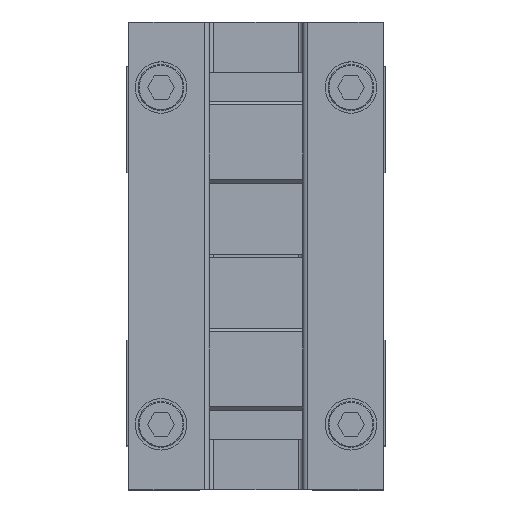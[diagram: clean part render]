
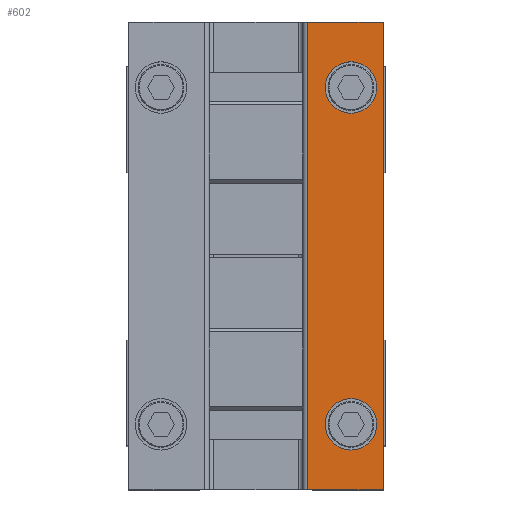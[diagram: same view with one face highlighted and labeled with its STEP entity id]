
A CAD part, top view. The second image highlights one B-rep face of the part: STEP entity #602.
In plain terms, the highlighted face is planar.
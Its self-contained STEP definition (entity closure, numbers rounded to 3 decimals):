
#602 = ADVANCED_FACE( '', ( #1268, #1269, #1270 ), #1271, .F. );
#1268 = FACE_BOUND( '', #1959, .T. );
#1269 = FACE_BOUND( '', #1960, .T. );
#1270 = FACE_OUTER_BOUND( '', #1961, .T. );
#1271 = PLANE( '', #1962 );
#1959 = EDGE_LOOP( '', ( #3527 ) );
#1960 = EDGE_LOOP( '', ( #3528 ) );
#1961 = EDGE_LOOP( '', ( #3529, #3530, #3531, #3532 ) );
#1962 = AXIS2_PLACEMENT_3D( '', #3533, #3534, #3535 );
#3527 = ORIENTED_EDGE( '', *, *, #4476, .T. );
#3528 = ORIENTED_EDGE( '', *, *, #4310, .T. );
#3529 = ORIENTED_EDGE( '', *, *, #3883, .T. );
#3530 = ORIENTED_EDGE( '', *, *, #4401, .F. );
#3531 = ORIENTED_EDGE( '', *, *, #4477, .F. );
#3532 = ORIENTED_EDGE( '', *, *, #4241, .T. );
#3533 = CARTESIAN_POINT( '', ( 0., 13.6, 25. ) );
#3534 = DIRECTION( '', ( 1., 0., 0. ) );
#3535 = DIRECTION( '', ( 0., 0., -1. ) );
#3883 = EDGE_CURVE( '', #4593, #4591, #4594, .T. );
#4241 = EDGE_CURVE( '', #5176, #4593, #5177, .T. );
#4310 = EDGE_CURVE( '', #5271, #5271, #5272, .T. );
#4401 = EDGE_CURVE( '', #5388, #4591, #5390, .T. );
#4476 = EDGE_CURVE( '', #5480, #5480, #5481, .T. );
#4477 = EDGE_CURVE( '', #5176, #5388, #5482, .T. );
#4591 = VERTEX_POINT( '', #5611 );
#4593 = VERTEX_POINT( '', #5613 );
#4594 = LINE( '', #5614, #5615 );
#5176 = VERTEX_POINT( '', #6465 );
#5177 = LINE( '', #6466, #6467 );
#5271 = VERTEX_POINT( '', #6601 );
#5272 = CIRCLE( '', #6602, 2.75 );
#5388 = VERTEX_POINT( '', #6754 );
#5390 = LINE( '', #6756, #6757 );
#5480 = VERTEX_POINT( '', #6881 );
#5481 = CIRCLE( '', #6882, 2.75 );
#5482 = LINE( '', #6883, #6884 );
#5611 = CARTESIAN_POINT( '', ( 0., 5.5, -25. ) );
#5613 = CARTESIAN_POINT( '', ( 0., 13.6, -25. ) );
#5614 = CARTESIAN_POINT( '', ( 0., 13.6, -25. ) );
#5615 = VECTOR( '', #7016, 1000. );
#6465 = CARTESIAN_POINT( '', ( 0., 13.6, 25. ) );
#6466 = CARTESIAN_POINT( '', ( 0., 13.6, 25. ) );
#6467 = VECTOR( '', #7461, 1000. );
#6601 = CARTESIAN_POINT( '', ( 0., 10.15, -20.75 ) );
#6602 = AXIS2_PLACEMENT_3D( '', #7520, #7521, #7522 );
#6754 = CARTESIAN_POINT( '', ( 0., 5.5, 25. ) );
#6756 = CARTESIAN_POINT( '', ( 0., 5.5, 25. ) );
#6757 = VECTOR( '', #7616, 1000. );
#6881 = CARTESIAN_POINT( '', ( 0., 10.15, 15.25 ) );
#6882 = AXIS2_PLACEMENT_3D( '', #7681, #7682, #7683 );
#6883 = CARTESIAN_POINT( '', ( 0., 13.6, 25. ) );
#6884 = VECTOR( '', #7684, 1000. );
#7016 = DIRECTION( '', ( 0., -1., 0. ) );
#7461 = DIRECTION( '', ( 0., 0., -1. ) );
#7520 = CARTESIAN_POINT( '', ( 0., 10.15, -18. ) );
#7521 = DIRECTION( '', ( 1., 0., 0. ) );
#7522 = DIRECTION( '', ( 0., 0., -1. ) );
#7616 = DIRECTION( '', ( 0., 0., -1. ) );
#7681 = CARTESIAN_POINT( '', ( 0., 10.15, 18. ) );
#7682 = DIRECTION( '', ( 1., 0., 0. ) );
#7683 = DIRECTION( '', ( 0., 0., -1. ) );
#7684 = DIRECTION( '', ( 0., -1., 0. ) );
